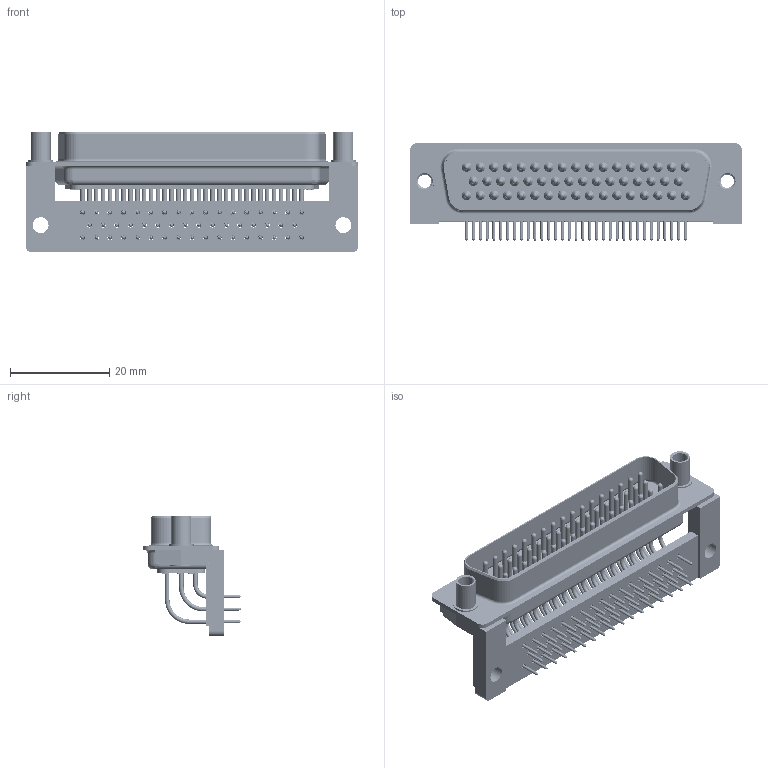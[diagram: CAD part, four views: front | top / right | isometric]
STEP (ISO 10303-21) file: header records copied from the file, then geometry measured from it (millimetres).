
FILE_DESCRIPTION(/* description */ ('DTS50PYC/2M66UN'),/* implementation_level */ '2;1');
FILE_NAME(/* name */ 'K063328.stp',/* time_stamp */ '2019-01-09T11:27:05+01:00',/* author */ ('martin.rickli'),/* organization */ (''),/* preprocessor_version */ 'ST-DEVELOPER v17',/* originating_system */ 'Autodesk Inventor 2018',/* authorisation */ '');
FILE_SCHEMA (('AUTOMOTIVE_DESIGN { 1 0 10303 214 3 1 1 }'));
Length unit declared in the file: millimetre
Products named in the file (10): K063328; N00789_BG; R+B00082_BG; R+B00914_BG; R+B00913_BG; R+B00132_BG; R+B00133_BG; N00783_BG; R+B00170_BG; R+B00107_male_BG
Assembly tree (58 placements, depth 2):
  K063328
    N00789_BG
    R+B00082_BG  x17
    R+B00914_BG  x17
    R+B00913_BG  x16
    R+B00132_BG
    R+B00133_BG
    N00783_BG
    R+B00170_BG  x2
    R+B00107_male_BG  x2
Bounding box: 67 x 19.72 x 24.3 mm (x, y, z)
Volume: 6462.1 mm3; surface area: 16073.6 mm2
Topology: 58 solids, 58 shells, 7328 faces, 21216 edges, 14248 vertices
Faces by surface type: plane 4246, cylinder 2560, cone 358, torus 72, sphere 50, bspline 42
Full cylindrical faces by diameter (mm): 0.242 x2, 0.281 x2, 0.6 x50, 0.9 x100, 1 x100, 1.6 x50, 1.602 x100, 1.92 x50, 1.94 x50, 1.96 x100, 2.3 x50, 2.65 x2, 3 x2, 3.2 x2, 3.3 x4, 4 x4, 4.06 x4, 4.08 x2, 4.3 x2, 4.5 x2, 5 x4
Entity records: 40855 total; most frequent: CARTESIAN_POINT 10437, DIRECTION 6366, ORIENTED_EDGE 6268, EDGE_CURVE 3134, AXIS2_PLACEMENT_3D 2379, VERTEX_POINT 2162, LINE 1608, VECTOR 1608
